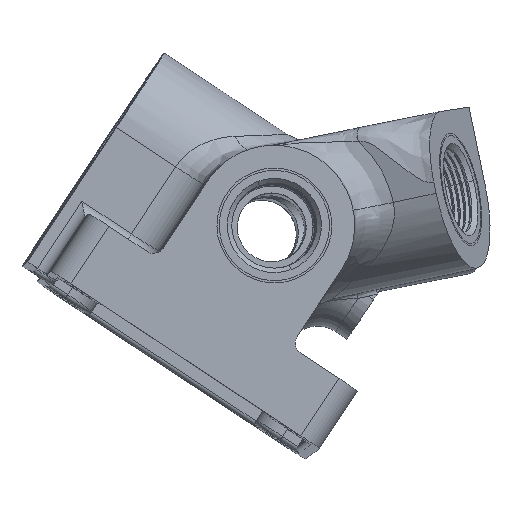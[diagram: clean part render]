
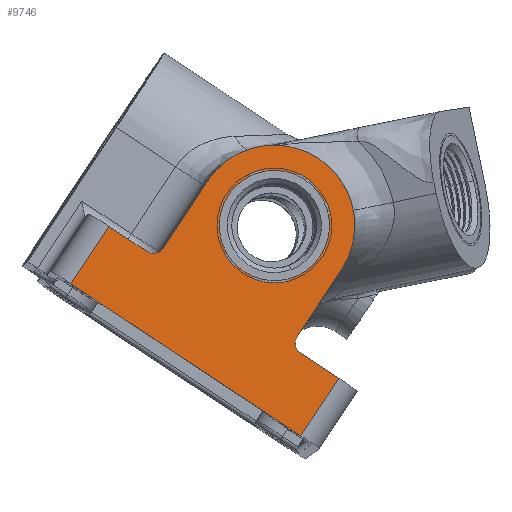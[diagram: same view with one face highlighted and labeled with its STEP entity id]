
A CAD part, top view. The second image highlights one B-rep face of the part: STEP entity #9746.
In plain terms, the highlighted face is planar.
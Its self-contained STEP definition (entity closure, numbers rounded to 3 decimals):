
#180 = CARTESIAN_POINT ( 'NONE',  ( -52.5, -20., -30. ) ) ;
#223 = EDGE_CURVE ( 'NONE', #9994, #7707, #1853, .T. ) ;
#297 = VERTEX_POINT ( 'NONE', #8939 ) ;
#405 = CARTESIAN_POINT ( 'NONE',  ( -52.5, -17.5, 17.5 ) ) ;
#535 = DIRECTION ( 'NONE',  ( 1., 0., 0. ) ) ;
#746 = DIRECTION ( 'NONE',  ( 0., 1., 0. ) ) ;
#892 = EDGE_CURVE ( 'NONE', #6446, #297, #5467, .T. ) ;
#922 = AXIS2_PLACEMENT_3D ( 'NONE', #1267, #7552, #2171 ) ;
#962 = VECTOR ( 'NONE', #8110, 1000. ) ;
#1227 = CARTESIAN_POINT ( 'NONE',  ( -52.5, -20., 20. ) ) ;
#1267 = CARTESIAN_POINT ( 'NONE',  ( -52.5, -17.5, -20. ) ) ;
#1413 = FACE_OUTER_BOUND ( 'NONE', #10938, .T. ) ;
#1476 = AXIS2_PLACEMENT_3D ( 'NONE', #2395, #8675, #3293 ) ;
#1482 = ORIENTED_EDGE ( 'NONE', *, *, #7950, .F. ) ;
#1594 = EDGE_CURVE ( 'NONE', #6620, #6446, #4892, .T. ) ;
#1853 = LINE ( 'NONE', #5231, #11365 ) ;
#1968 = VECTOR ( 'NONE', #8785, 1000. ) ;
#2016 = CARTESIAN_POINT ( 'NONE',  ( -52.5, 0., 12. ) ) ;
#2047 = EDGE_CURVE ( 'NONE', #297, #5455, #9665, .T. ) ;
#2138 = ORIENTED_EDGE ( 'NONE', *, *, #1594, .T. ) ;
#2171 = DIRECTION ( 'NONE',  ( 0., 0., -1. ) ) ;
#2266 = VERTEX_POINT ( 'NONE', #1227 ) ;
#2395 = CARTESIAN_POINT ( 'NONE',  ( -52.5, 0., 0. ) ) ;
#2523 = CIRCLE ( 'NONE', #4408, 12. ) ;
#2613 = LINE ( 'NONE', #4350, #7648 ) ;
#2700 = CARTESIAN_POINT ( 'NONE',  ( -52.5, 0., 0. ) ) ;
#2727 = CARTESIAN_POINT ( 'NONE',  ( -52.5, 0., 30. ) ) ;
#3046 = CARTESIAN_POINT ( 'NONE',  ( -52.5, -17.5, -17.5 ) ) ;
#3158 = ORIENTED_EDGE ( 'NONE', *, *, #3574, .T. ) ;
#3242 = ORIENTED_EDGE ( 'NONE', *, *, #7468, .T. ) ;
#3293 = DIRECTION ( 'NONE',  ( 0., 0., -1. ) ) ;
#3418 = EDGE_CURVE ( 'NONE', #2266, #5455, #8427, .T. ) ;
#3574 = EDGE_CURVE ( 'NONE', #10299, #4997, #2523, .T. ) ;
#3608 = DIRECTION ( 'NONE',  ( 1., 0., 0. ) ) ;
#3627 = LINE ( 'NONE', #6244, #5706 ) ;
#3973 = DIRECTION ( 'NONE',  ( 1., 0., 0. ) ) ;
#4350 = CARTESIAN_POINT ( 'NONE',  ( -52.5, 0., 17.5 ) ) ;
#4363 = CARTESIAN_POINT ( 'NONE',  ( -52.5, 0., 0. ) ) ;
#4408 = AXIS2_PLACEMENT_3D ( 'NONE', #4363, #10596, #5242 ) ;
#4464 = CARTESIAN_POINT ( 'NONE',  ( -52.5, -20., 30. ) ) ;
#4565 = CARTESIAN_POINT ( 'NONE',  ( -52.5, 0., -17.5 ) ) ;
#4655 = VERTEX_POINT ( 'NONE', #11045 ) ;
#4666 = ORIENTED_EDGE ( 'NONE', *, *, #7216, .F. ) ;
#4892 = LINE ( 'NONE', #11449, #1968 ) ;
#4997 = VERTEX_POINT ( 'NONE', #2016 ) ;
#5184 = VECTOR ( 'NONE', #8992, 1000. ) ;
#5230 = DIRECTION ( 'NONE',  ( 0., -1., 0. ) ) ;
#5231 = CARTESIAN_POINT ( 'NONE',  ( -52.5, 0., -17.5 ) ) ;
#5242 = DIRECTION ( 'NONE',  ( 0., 0., -1. ) ) ;
#5455 = VERTEX_POINT ( 'NONE', #4464 ) ;
#5467 = LINE ( 'NONE', #6266, #5184 ) ;
#5706 = VECTOR ( 'NONE', #10847, 1000. ) ;
#5721 = CARTESIAN_POINT ( 'NONE',  ( -52.5, -20., 35. ) ) ;
#5914 = CARTESIAN_POINT ( 'NONE',  ( -52.5, -17.5, 20. ) ) ;
#6053 = ORIENTED_EDGE ( 'NONE', *, *, #223, .F. ) ;
#6055 = VERTEX_POINT ( 'NONE', #405 ) ;
#6207 = AXIS2_PLACEMENT_3D ( 'NONE', #5914, #535, #6817 ) ;
#6244 = CARTESIAN_POINT ( 'NONE',  ( -52.5, -20., 35. ) ) ;
#6266 = CARTESIAN_POINT ( 'NONE',  ( -52.5, -35., 35. ) ) ;
#6446 = VERTEX_POINT ( 'NONE', #11498 ) ;
#6492 = VERTEX_POINT ( 'NONE', #9751 ) ;
#6620 = VERTEX_POINT ( 'NONE', #180 ) ;
#6817 = DIRECTION ( 'NONE',  ( 0., 0., -1. ) ) ;
#6953 = ORIENTED_EDGE ( 'NONE', *, *, #2047, .T. ) ;
#7137 = ORIENTED_EDGE ( 'NONE', *, *, #3418, .F. ) ;
#7216 = EDGE_CURVE ( 'NONE', #6492, #6055, #2613, .T. ) ;
#7340 = AXIS2_PLACEMENT_3D ( 'NONE', #9347, #3973, #10238 ) ;
#7405 = ORIENTED_EDGE ( 'NONE', *, *, #10080, .T. ) ;
#7468 = EDGE_CURVE ( 'NONE', #9994, #4655, #7615, .T. ) ;
#7537 = DIRECTION ( 'NONE',  ( 0., 0., 1. ) ) ;
#7552 = DIRECTION ( 'NONE',  ( 1., 0., 0. ) ) ;
#7579 = ORIENTED_EDGE ( 'NONE', *, *, #892, .T. ) ;
#7615 = CIRCLE ( 'NONE', #922, 2.5 ) ;
#7648 = VECTOR ( 'NONE', #5230, 1000. ) ;
#7707 = VERTEX_POINT ( 'NONE', #4565 ) ;
#7819 = ORIENTED_EDGE ( 'NONE', *, *, #9123, .T. ) ;
#7870 = CIRCLE ( 'NONE', #1476, 12. ) ;
#7950 = EDGE_CURVE ( 'NONE', #7707, #6492, #8059, .T. ) ;
#7991 = PLANE ( 'NONE',  #9160 ) ;
#8059 = CIRCLE ( 'NONE', #7340, 17.5 ) ;
#8110 = DIRECTION ( 'NONE',  ( 0., 1., 0. ) ) ;
#8144 = VECTOR ( 'NONE', #7537, 1000. ) ;
#8322 = FACE_BOUND ( 'NONE', #8837, .T. ) ;
#8427 = LINE ( 'NONE', #5721, #8144 ) ;
#8547 = CARTESIAN_POINT ( 'NONE',  ( -52.5, 0., -12. ) ) ;
#8609 = CIRCLE ( 'NONE', #6207, 2.5 ) ;
#8675 = DIRECTION ( 'NONE',  ( 1., 0., 0. ) ) ;
#8785 = DIRECTION ( 'NONE',  ( 0., -1., 0. ) ) ;
#8837 = EDGE_LOOP ( 'NONE', ( #7405, #3158 ) ) ;
#8939 = CARTESIAN_POINT ( 'NONE',  ( -52.5, -35., 30. ) ) ;
#8992 = DIRECTION ( 'NONE',  ( 0., 0., 1. ) ) ;
#9123 = EDGE_CURVE ( 'NONE', #2266, #6055, #8609, .T. ) ;
#9160 = AXIS2_PLACEMENT_3D ( 'NONE', #2700, #3608, #9867 ) ;
#9347 = CARTESIAN_POINT ( 'NONE',  ( -52.5, 0., 0. ) ) ;
#9422 = ORIENTED_EDGE ( 'NONE', *, *, #11569, .F. ) ;
#9665 = LINE ( 'NONE', #2727, #962 ) ;
#9746 = ADVANCED_FACE ( 'NONE', ( #1413, #8322 ), #7991, .F. ) ;
#9751 = CARTESIAN_POINT ( 'NONE',  ( -52.5, 0., 17.5 ) ) ;
#9867 = DIRECTION ( 'NONE',  ( 0., 0., -1. ) ) ;
#9994 = VERTEX_POINT ( 'NONE', #3046 ) ;
#10080 = EDGE_CURVE ( 'NONE', #4997, #10299, #7870, .T. ) ;
#10238 = DIRECTION ( 'NONE',  ( 0., 0., -1. ) ) ;
#10299 = VERTEX_POINT ( 'NONE', #8547 ) ;
#10596 = DIRECTION ( 'NONE',  ( 1., 0., 0. ) ) ;
#10847 = DIRECTION ( 'NONE',  ( 0., 0., 1. ) ) ;
#10938 = EDGE_LOOP ( 'NONE', ( #7579, #6953, #7137, #7819, #4666, #1482, #6053, #3242, #9422, #2138 ) ) ;
#11045 = CARTESIAN_POINT ( 'NONE',  ( -52.5, -20., -20. ) ) ;
#11365 = VECTOR ( 'NONE', #746, 1000. ) ;
#11449 = CARTESIAN_POINT ( 'NONE',  ( -52.5, 0., -30. ) ) ;
#11498 = CARTESIAN_POINT ( 'NONE',  ( -52.5, -35., -30. ) ) ;
#11569 = EDGE_CURVE ( 'NONE', #6620, #4655, #3627, .T. ) ;
